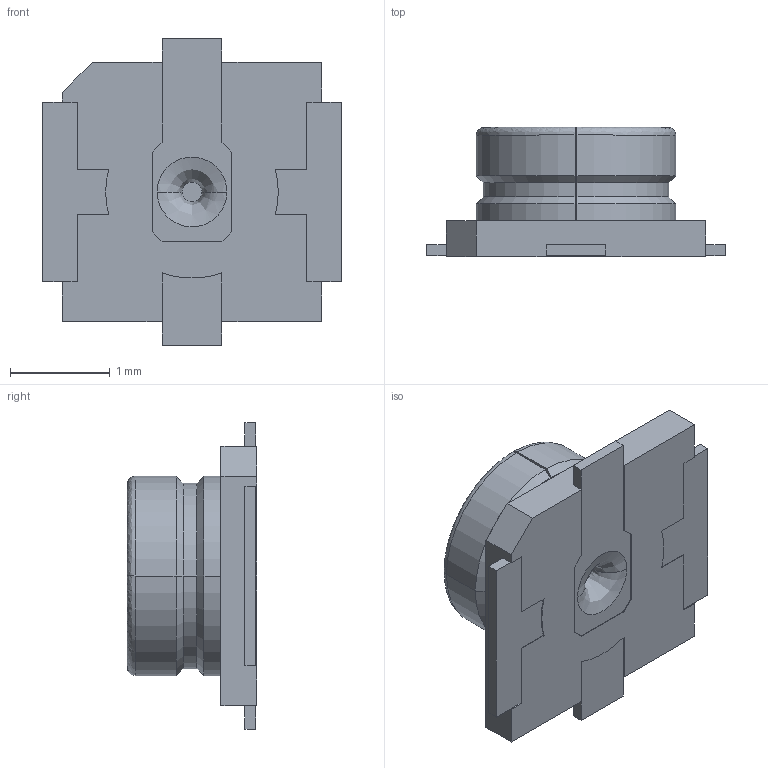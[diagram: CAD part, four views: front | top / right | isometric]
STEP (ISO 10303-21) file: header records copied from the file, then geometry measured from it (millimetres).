
FILE_DESCRIPTION (( 'STEP AP214' ), '1' );
FILE_NAME ('Molex 734120110.STEP', '2016-11-17T04:50:58', ( '' ), ( '' ), 'SwSTEP 2.0', 'SolidWorks 2016', '' );
FILE_SCHEMA (( 'AUTOMOTIVE_DESIGN' ));
Length unit declared in the file: millimetre
Products named in the file (2): 734120110; Molex 734120110
Assembly tree (1 placements, depth 2):
  Molex 734120110
    734120110
Bounding box: 3 x 1.3 x 3.08 mm (x, y, z)
Volume: 3.2 mm3; surface area: 32.1 mm2
Topology: 1 solids, 1 shells, 87 faces, 228 edges, 146 vertices
Faces by surface type: plane 55, cylinder 20, bspline 5, cone 5, torus 2
Entity records: 3445 total; most frequent: CARTESIAN_POINT 668, ORIENTED_EDGE 456, DIRECTION 439, EDGE_CURVE 228, LINE 167, VECTOR 167, VERTEX_POINT 146, AXIS2_PLACEMENT_3D 136
